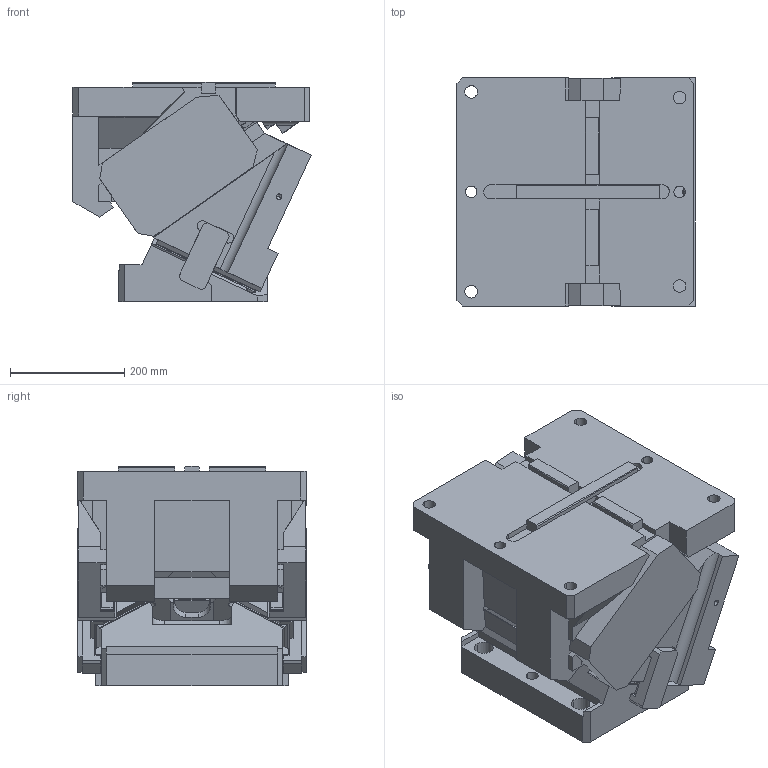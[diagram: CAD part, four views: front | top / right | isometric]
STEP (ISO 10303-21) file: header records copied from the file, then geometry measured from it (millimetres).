
FILE_DESCRIPTION(('CATIA V5 STEP Exchange'),'2;1');
FILE_NAME('CACV_F_400_25.stp','2015-04-27T07:01:01+00:00',('none'),('none'),'CATIA Version 5 Release 19 SP 2 (IN-10)','CATIA V5 STEP AP203','none');
FILE_SCHEMA(('CONFIG_CONTROL_DESIGN'));
Length unit declared in the file: millimetre
Products named in the file (1): CACV_F_400_25
Bounding box: 417.16 x 400 x 384 mm (x, y, z)
Volume: 39491522.2 mm3; surface area: 1704151.4 mm2
Topology: 3 solids, 7 shells, 629 faces, 1809 edges, 1190 vertices
Faces by surface type: plane 448, cylinder 169, cone 12
Entity records: 21244 total; most frequent: CARTESIAN_POINT 5392, ORIENTED_EDGE 3606, DIRECTION 2707, EDGE_CURVE 1803, VECTOR 1411, LINE 1411, VERTEX_POINT 1190, AXIS2_PLACEMENT_3D 751
